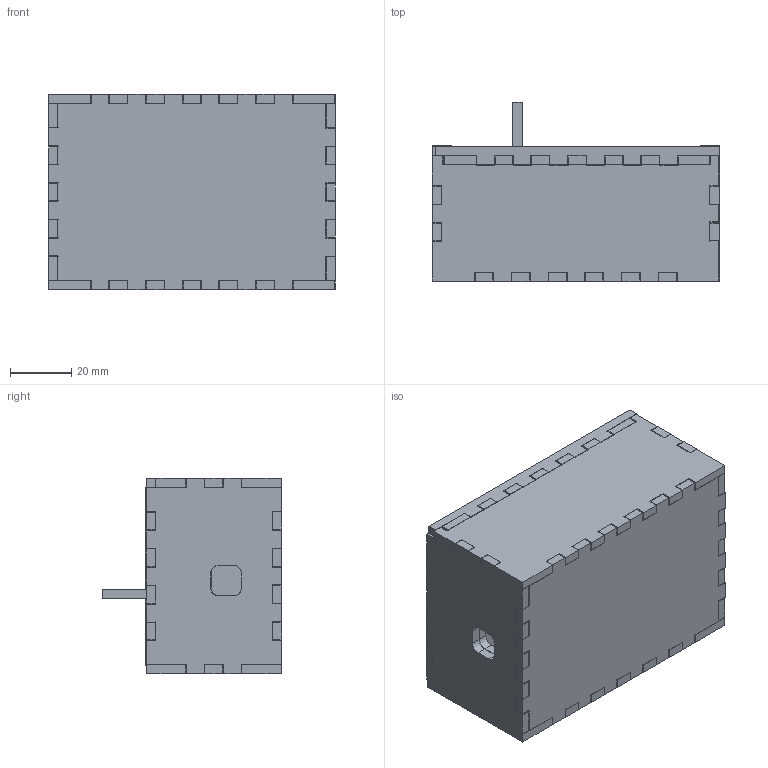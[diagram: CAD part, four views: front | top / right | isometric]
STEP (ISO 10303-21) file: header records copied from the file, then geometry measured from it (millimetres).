
FILE_DESCRIPTION(/* description */ (''),/* implementation_level */ '2;1');
FILE_NAME(/* name */ 'aef42f41-fe4f-4f7b-ab20-d0dcb95e662f.stp',/* time_stamp */ '2024-01-28T23:46:25Z',/* author */ (''),/* organization */ (''),/* preprocessor_version */ 'ST-DEVELOPER v20',/* originating_system */ 'Autodesk Translation Framework v12.20.1.177',/* authorisation */ '');
FILE_SCHEMA (('AUTOMOTIVE_DESIGN { 1 0 10303 214 3 1 1 }'));
Products named in the file (1): psa-final-assembly
Bounding box: 94.03 x 58.6 x 64.08 mm (x, y, z)
Volume: 91480.7 mm3; surface area: 71138.5 mm2
Topology: 13 solids, 13 shells, 1927 faces, 5703 edges, 3462 vertices
Faces by surface type: plane 1915, cylinder 12
Entity records: 62378 total; most frequent: ORIENTED_EDGE 11406, CARTESIAN_POINT 11093, DIRECTION 9583, EDGE_CURVE 5703, LINE 5679, VECTOR 5679, VERTEX_POINT 3462, AXIS2_PLACEMENT_3D 1952
